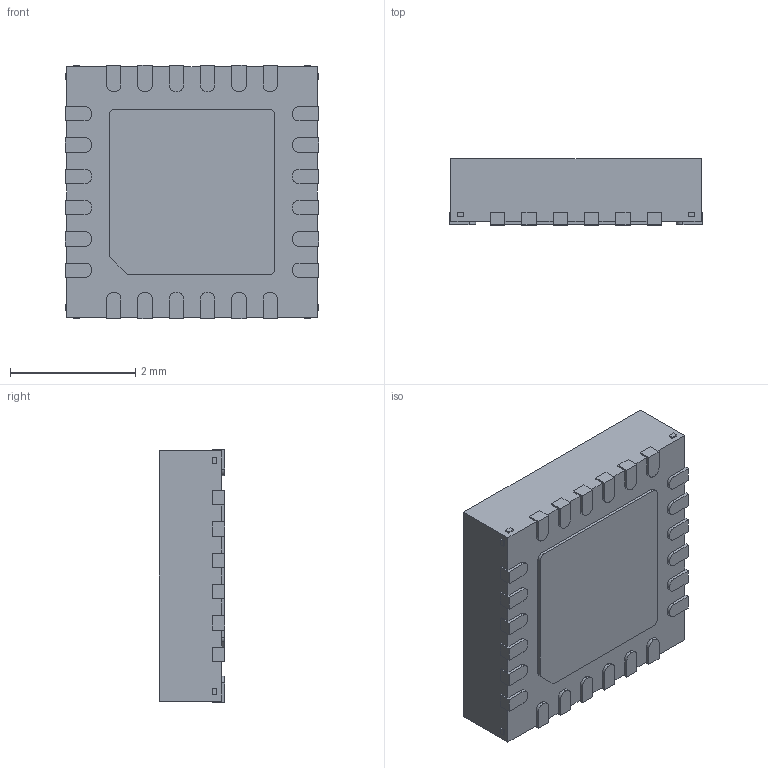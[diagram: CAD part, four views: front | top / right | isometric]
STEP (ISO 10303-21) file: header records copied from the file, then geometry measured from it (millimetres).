
FILE_DESCRIPTION (( 'STEP AP214' ), '1' );
FILE_NAME ('DG1847_STEP.STEP', '2024-12-06T09:07:48', ( '' ), ( '' ), 'SwSTEP 2.0', 'SolidWorks 2023', '' );
FILE_SCHEMA (( 'AUTOMOTIVE_DESIGN' ));
Length unit declared in the file: millimetre
Products named in the file (1): DG1847_STEP
Bounding box: 4.05 x 1.05 x 4.05 mm (x, y, z)
Volume: 16.5 mm3; surface area: 50.5 mm2
Topology: 1 solids, 1 shells, 361 faces, 1017 edges, 680 vertices
Faces by surface type: plane 271, cylinder 55, bspline 35
Entity records: 13542 total; most frequent: CARTESIAN_POINT 4294, ORIENTED_EDGE 2034, DIRECTION 1711, EDGE_CURVE 1017, VECTOR 837, LINE 837, VERTEX_POINT 680, AXIS2_PLACEMENT_3D 437
